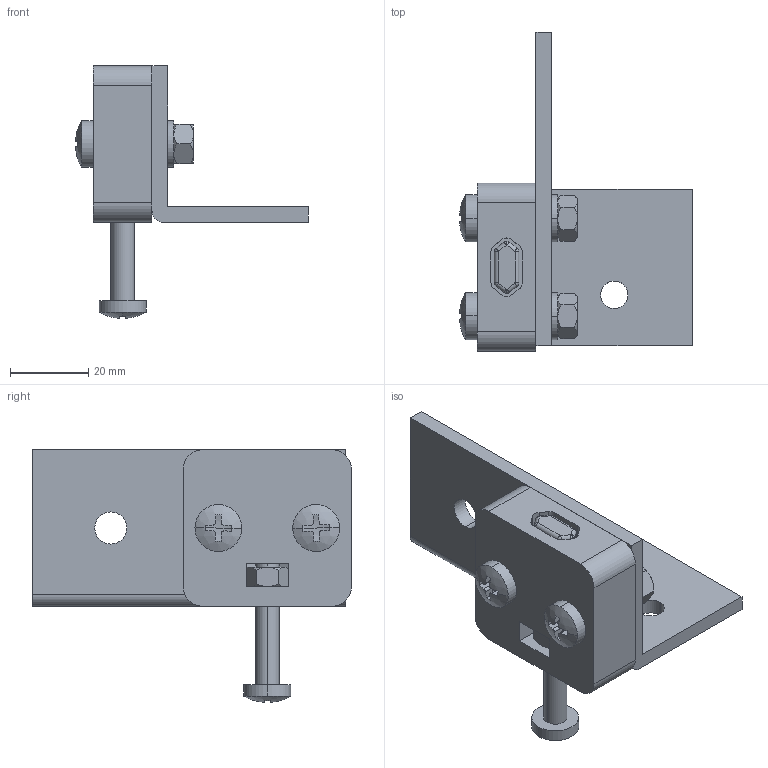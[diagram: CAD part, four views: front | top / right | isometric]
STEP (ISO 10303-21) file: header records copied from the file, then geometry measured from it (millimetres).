
FILE_DESCRIPTION (( 'STEP AP214' ), '1' );
FILE_NAME ('Tightener 2 - M2.STEP', '2015-10-26T08:23:21', ( '' ), ( '' ), 'SwSTEP 2.0', 'SolidWorks 2015', '' );
FILE_SCHEMA (( 'AUTOMOTIVE_DESIGN' ));
Length unit declared in the file: millimetre
Products named in the file (7): Tightener 2 - M2; DIN 125 6.4 Grade A; DIN 934 M6 8.8; DIN 7985 M6x35 Grade A2f; Tightener - outer; Bracket for tighteners - right; DIN 7985 M6x25 Grade A2f
Assembly tree (10 placements, depth 2):
  Tightener 2 - M2
    Bracket for tighteners - right
    Tightener - outer
    DIN 7985 M6x35 Grade A2f
    DIN 934 M6 8.8  x3
    DIN 7985 M6x25 Grade A2f  x2
    DIN 125 6.4 Grade A  x2
Bounding box: 59.53 x 81.5 x 64.53 mm (x, y, z)
Volume: 45271.9 mm3; surface area: 23454.3 mm2
Topology: 11 solids, 11 shells, 273 faces, 661 edges, 415 vertices
Faces by surface type: plane 106, cylinder 85, cone 54, torus 16, sphere 12
Entity records: 6170 total; most frequent: CARTESIAN_POINT 1221, DIRECTION 1055, ORIENTED_EDGE 926, EDGE_CURVE 463, AXIS2_PLACEMENT_3D 432, VERTEX_POINT 294, CIRCLE 232, EDGE_LOOP 211
